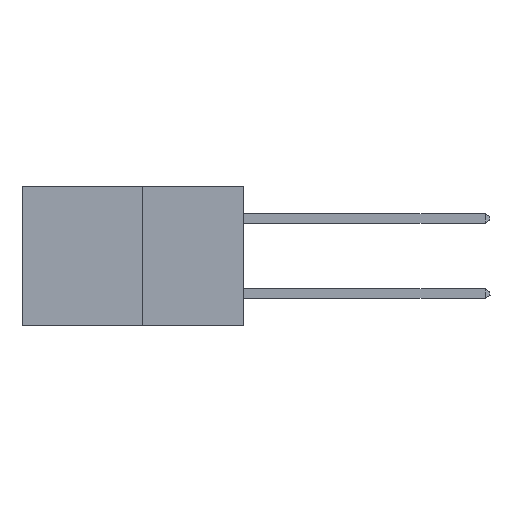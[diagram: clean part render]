
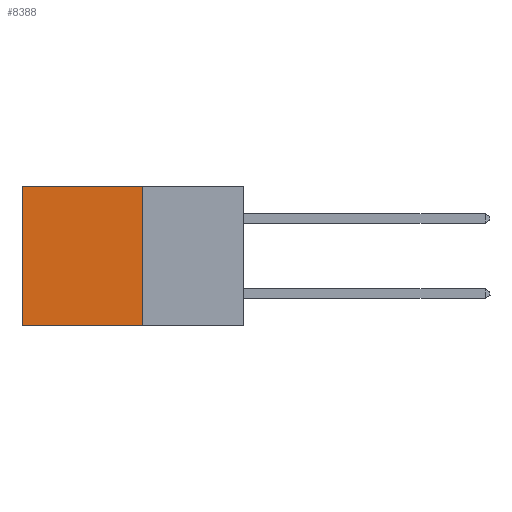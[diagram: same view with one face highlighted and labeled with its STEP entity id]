
A CAD part, left-side view. The second image highlights one B-rep face of the part: STEP entity #8388.
In plain terms, the highlighted planar face has unit normal (-1, 0, 0).
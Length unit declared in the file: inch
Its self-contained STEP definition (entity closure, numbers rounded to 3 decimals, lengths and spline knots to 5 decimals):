
#872 = VERTEX_POINT ( 'NONE', #4159 ) ;
#1627 = CARTESIAN_POINT ( 'NONE',  ( 0.277, 0.27, -0.37 ) ) ;
#2712 = ORIENTED_EDGE ( 'NONE', *, *, #30255, .F. ) ;
#2910 = CARTESIAN_POINT ( 'NONE',  ( 0.277, 0.27, 0. ) ) ;
#3205 = VECTOR ( 'NONE', #15423, 39.37008 ) ;
#3475 = ORIENTED_EDGE ( 'NONE', *, *, #25097, .F. ) ;
#3728 = LINE ( 'NONE', #1627, #22103 ) ;
#4159 = CARTESIAN_POINT ( 'NONE',  ( 0.277, 0.59, 0. ) ) ;
#6967 = VERTEX_POINT ( 'NONE', #23197 ) ;
#8388 = ADVANCED_FACE ( 'NONE', ( #24005 ), #20591, .F. ) ;
#11962 = VERTEX_POINT ( 'NONE', #20051 ) ;
#13018 = CARTESIAN_POINT ( 'NONE',  ( 0.277, 0.27, -0.37 ) ) ;
#14400 = EDGE_CURVE ( 'NONE', #30587, #872, #29480, .T. ) ;
#15423 = DIRECTION ( 'NONE',  ( 0., 1., 0. ) ) ;
#15567 = EDGE_CURVE ( 'NONE', #872, #11962, #28262, .T. ) ;
#15605 = EDGE_LOOP ( 'NONE', ( #24929, #3475, #2712, #22112 ) ) ;
#15861 = DIRECTION ( 'NONE',  ( 0., 0., -1. ) ) ;
#15989 = DIRECTION ( 'NONE',  ( 0., 0., -1. ) ) ;
#16246 = VECTOR ( 'NONE', #21065, 39.37008 ) ;
#17235 = DIRECTION ( 'NONE',  ( 0., 1., 0. ) ) ;
#20051 = CARTESIAN_POINT ( 'NONE',  ( 0.277, 0.59, -0.37 ) ) ;
#20591 = PLANE ( 'NONE',  #24977 ) ;
#21065 = DIRECTION ( 'NONE',  ( 0., 0., -1. ) ) ;
#22103 = VECTOR ( 'NONE', #15989, 39.37008 ) ;
#22112 = ORIENTED_EDGE ( 'NONE', *, *, #14400, .T. ) ;
#22341 = LINE ( 'NONE', #13018, #3205 ) ;
#23197 = CARTESIAN_POINT ( 'NONE',  ( 0.277, 0.27, -0.37 ) ) ;
#24005 = FACE_OUTER_BOUND ( 'NONE', #15605, .T. ) ;
#24929 = ORIENTED_EDGE ( 'NONE', *, *, #15567, .T. ) ;
#24977 = AXIS2_PLACEMENT_3D ( 'NONE', #27825, #30236, #15861 ) ;
#25097 = EDGE_CURVE ( 'NONE', #6967, #11962, #22341, .T. ) ;
#27825 = CARTESIAN_POINT ( 'NONE',  ( 0.277, 0.27, -0.37 ) ) ;
#28195 = CARTESIAN_POINT ( 'NONE',  ( 0.277, 0.59, -0.37 ) ) ;
#28262 = LINE ( 'NONE', #28195, #16246 ) ;
#28725 = VECTOR ( 'NONE', #17235, 39.37008 ) ;
#29111 = CARTESIAN_POINT ( 'NONE',  ( 0.277, 0.27, 0. ) ) ;
#29480 = LINE ( 'NONE', #2910, #28725 ) ;
#30236 = DIRECTION ( 'NONE',  ( 1., 0., 0. ) ) ;
#30255 = EDGE_CURVE ( 'NONE', #30587, #6967, #3728, .T. ) ;
#30587 = VERTEX_POINT ( 'NONE', #29111 ) ;
